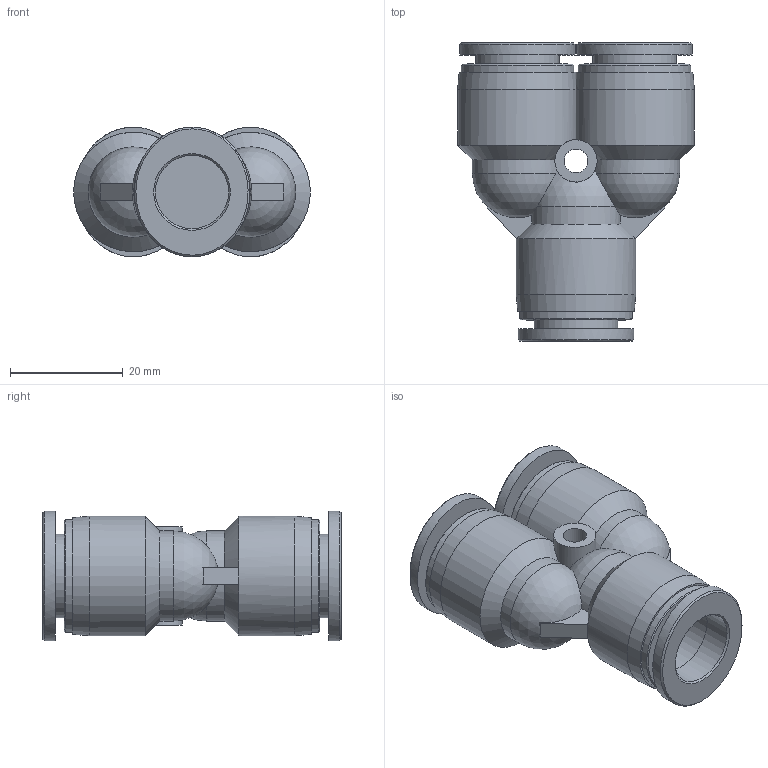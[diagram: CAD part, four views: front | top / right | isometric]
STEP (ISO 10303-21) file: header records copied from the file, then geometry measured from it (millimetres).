
FILE_DESCRIPTION((''),'2;1');
FILE_NAME('PY 1_2.stp','2016-10-17T16:29:50',('Administrator'),(''),'Autodesk Inventor 2013','Autodesk Inventor 2013','');
FILE_SCHEMA(('CONFIG_CONTROL_DESIGN'));
Length unit declared in the file: millimetre
Products named in the file (3): PY 1_2; NY 1_2 BODY; SLEEVE N1_2L
Assembly tree (4 placements, depth 2):
  PY 1_2
    NY 1_2 BODY
    SLEEVE N1_2L  x3
Bounding box: 42 x 53 x 23 mm (x, y, z)
Volume: 15975 mm3; surface area: 11485.6 mm2
Topology: 4 solids, 4 shells, 79 faces, 165 edges, 103 vertices
Faces by surface type: plane 34, cylinder 22, cone 13, bspline 6, sphere 4
Full cylindrical faces by diameter (mm): 4.2 x1, 7.5 x2, 13 x6, 14.8 x3, 20 x3, 21.2 x1
Entity records: 1840 total; most frequent: CARTESIAN_POINT 573, DIRECTION 257, ORIENTED_EDGE 218, AXIS2_PLACEMENT_3D 115, EDGE_CURVE 109, EDGE_LOOP 82, VERTEX_POINT 77, FACE_OUTER_BOUND 57
